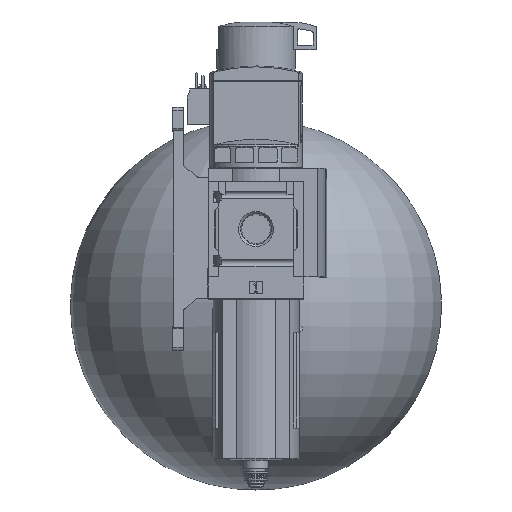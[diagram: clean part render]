
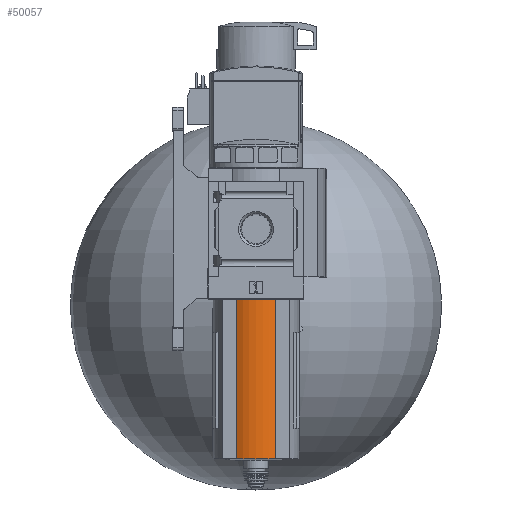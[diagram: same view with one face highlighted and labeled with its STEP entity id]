
A CAD part, top view. The second image highlights one B-rep face of the part: STEP entity #50057.
In plain terms, the highlighted cylindrical face has radius 24.8 mm (diameter 49.6 mm), a partial arc.
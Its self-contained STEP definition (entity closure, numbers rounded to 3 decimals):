
#3018=LINE('',#68970,#7034);
#3019=LINE('',#68974,#7035);
#7034=VECTOR('',#57706,1000.);
#7035=VECTOR('',#57711,1000.);
#10127=CIRCLE('',#52263,24.8);
#10185=CIRCLE('',#52489,24.8);
#13794=ORIENTED_EDGE('',*,*,#23459,.T.);
#13795=ORIENTED_EDGE('',*,*,#23460,.T.);
#13796=ORIENTED_EDGE('',*,*,#23461,.F.);
#13797=ORIENTED_EDGE('',*,*,#23090,.F.);
#23090=EDGE_CURVE('',#28262,#28263,#10127,.T.);
#23459=EDGE_CURVE('',#28262,#28495,#3018,.T.);
#23460=EDGE_CURVE('',#28495,#28496,#10185,.T.);
#23461=EDGE_CURVE('',#28263,#28496,#3019,.T.);
#28262=VERTEX_POINT('',#68176);
#28263=VERTEX_POINT('',#68178);
#28495=VERTEX_POINT('',#68969);
#28496=VERTEX_POINT('',#68973);
#32072=EDGE_LOOP('',(#13794,#13795,#13796,#13797));
#34562=FACE_BOUND('',#32072,.T.);
#36596=CYLINDRICAL_SURFACE('',#52488,24.8);
#50057=ADVANCED_FACE('',(#34562),#36596,.T.);
#52263=AXIS2_PLACEMENT_3D('',#68177,#56973,#56974);
#52488=AXIS2_PLACEMENT_3D('',#68971,#57707,#57708);
#52489=AXIS2_PLACEMENT_3D('',#68972,#57709,#57710);
#56973=DIRECTION('',(0.,1.,0.));
#56974=DIRECTION('',(1.,0.,0.));
#57706=DIRECTION('',(0.,-1.,0.));
#57707=DIRECTION('',(0.,-1.,0.));
#57708=DIRECTION('',(0.,0.,-1.));
#57709=DIRECTION('',(0.,1.,0.));
#57710=DIRECTION('',(0.,0.,1.));
#57711=DIRECTION('',(0.,-1.,0.));
#68176=CARTESIAN_POINT('',(-12.361,-45.5,21.5));
#68177=CARTESIAN_POINT('',(0.,-45.5,0.));
#68178=CARTESIAN_POINT('',(12.361,-45.5,21.5));
#68969=CARTESIAN_POINT('',(-12.361,-148.89,21.5));
#68970=CARTESIAN_POINT('',(-12.361,-45.5,21.5));
#68971=CARTESIAN_POINT('',(0.,-45.5,0.));
#68972=CARTESIAN_POINT('',(0.,-148.89,0.));
#68973=CARTESIAN_POINT('',(12.361,-148.89,21.5));
#68974=CARTESIAN_POINT('',(12.361,-45.5,21.5));
